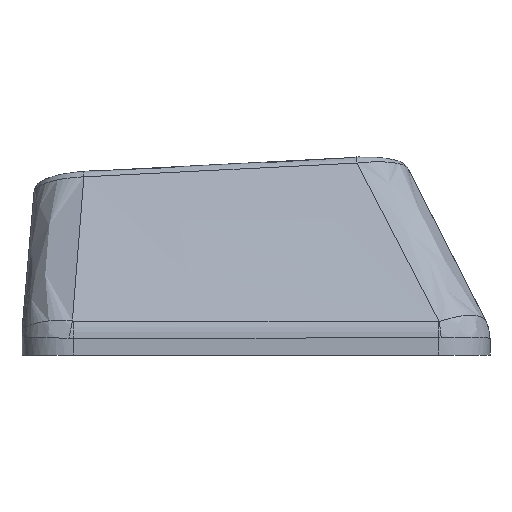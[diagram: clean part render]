
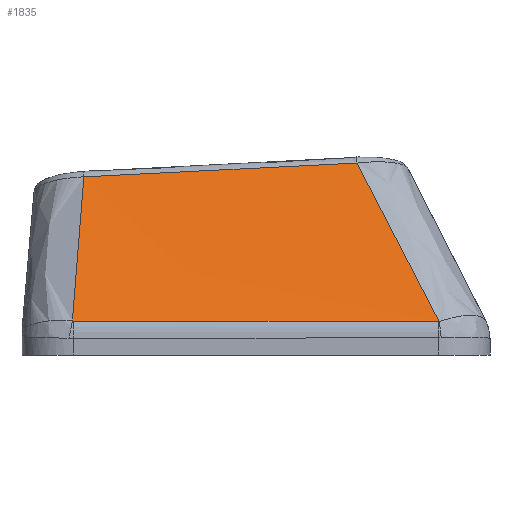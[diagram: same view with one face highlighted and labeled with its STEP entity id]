
A CAD part, left-side view. The second image highlights one B-rep face of the part: STEP entity #1835.
In plain terms, the highlighted free-form (B-spline) face has degree [3, 3] with [4, 4] control points.
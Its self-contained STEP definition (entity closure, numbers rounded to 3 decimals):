
#40=B_SPLINE_SURFACE_WITH_KNOTS('',3,3,((#4367,#4368,#4369,#4370),(#4371,
#4372,#4373,#4374),(#4375,#4376,#4377,#4378),(#4379,#4380,#4381,#4382)),
 .UNSPECIFIED.,.F.,.F.,.F.,(4,4),(4,4),(0.107,0.899),
(0.045,0.956),.UNSPECIFIED.);
#318=FACE_OUTER_BOUND('',#408,.T.);
#408=EDGE_LOOP('',(#1606,#1607,#1608,#1609,#1610,#1611));
#586=B_SPLINE_CURVE_WITH_KNOTS('',3,(#3799,#3800,#3801,#3802),
 .UNSPECIFIED.,.F.,.F.,(4,4),(0.,0.003),
 .UNSPECIFIED.);
#587=B_SPLINE_CURVE_WITH_KNOTS('',3,(#3820,#3821,#3822,#3823),
 .UNSPECIFIED.,.F.,.F.,(4,4),(-1.416,0.),.UNSPECIFIED.);
#590=B_SPLINE_CURVE_WITH_KNOTS('',3,(#3853,#3854,#3855,#3856),
 .UNSPECIFIED.,.F.,.F.,(4,4),(0.,0.004),.UNSPECIFIED.);
#601=B_SPLINE_CURVE_WITH_KNOTS('',3,(#4084,#4085,#4086,#4087),
 .UNSPECIFIED.,.F.,.F.,(4,4),(0.037,0.785),
 .UNSPECIFIED.);
#609=B_SPLINE_CURVE_WITH_KNOTS('',3,(#4307,#4308,#4309,#4310),
 .UNSPECIFIED.,.F.,.F.,(4,4),(0.,1.061),.UNSPECIFIED.);
#612=B_SPLINE_CURVE_WITH_KNOTS('',3,(#4383,#4384,#4385,#4386),
 .UNSPECIFIED.,.F.,.F.,(4,4),(-0.661,-0.033),
 .UNSPECIFIED.);
#809=VERTEX_POINT('',#3761);
#811=VERTEX_POINT('',#3792);
#813=VERTEX_POINT('',#3819);
#815=VERTEX_POINT('',#3846);
#831=VERTEX_POINT('',#4077);
#836=VERTEX_POINT('',#4305);
#1063=EDGE_CURVE('',#809,#811,#586,.T.);
#1064=EDGE_CURVE('',#811,#813,#587,.T.);
#1069=EDGE_CURVE('',#813,#815,#590,.T.);
#1095=EDGE_CURVE('',#831,#809,#601,.T.);
#1110=EDGE_CURVE('',#836,#831,#609,.T.);
#1114=EDGE_CURVE('',#815,#836,#612,.T.);
#1606=ORIENTED_EDGE('',*,*,#1063,.F.);
#1607=ORIENTED_EDGE('',*,*,#1095,.F.);
#1608=ORIENTED_EDGE('',*,*,#1110,.F.);
#1609=ORIENTED_EDGE('',*,*,#1114,.F.);
#1610=ORIENTED_EDGE('',*,*,#1069,.F.);
#1611=ORIENTED_EDGE('',*,*,#1064,.F.);
#1835=ADVANCED_FACE('',(#318),#40,.F.);
#3761=CARTESIAN_POINT('',(-8.943,-7.107,0.299));
#3792=CARTESIAN_POINT('',(-8.944,-7.079,0.298));
#3799=CARTESIAN_POINT('Ctrl Pts',(-8.943,-7.107,0.299));
#3800=CARTESIAN_POINT('Ctrl Pts',(-8.944,-7.098,0.298));
#3801=CARTESIAN_POINT('Ctrl Pts',(-8.944,-7.088,0.298));
#3802=CARTESIAN_POINT('Ctrl Pts',(-8.944,-7.079,0.298));
#3819=CARTESIAN_POINT('',(-8.921,7.082,0.318));
#3820=CARTESIAN_POINT('Ctrl Pts',(-8.944,-7.079,0.298));
#3821=CARTESIAN_POINT('Ctrl Pts',(-8.937,-2.359,0.304));
#3822=CARTESIAN_POINT('Ctrl Pts',(-8.929,2.361,0.311));
#3823=CARTESIAN_POINT('Ctrl Pts',(-8.921,7.082,0.318));
#3846=CARTESIAN_POINT('',(-8.919,7.125,0.322));
#3853=CARTESIAN_POINT('Ctrl Pts',(-8.921,7.082,0.318));
#3854=CARTESIAN_POINT('Ctrl Pts',(-8.921,7.096,0.318));
#3855=CARTESIAN_POINT('Ctrl Pts',(-8.92,7.111,0.319));
#3856=CARTESIAN_POINT('Ctrl Pts',(-8.919,7.125,0.322));
#4077=CARTESIAN_POINT('',(-6.11,-3.922,6.452));
#4084=CARTESIAN_POINT('Ctrl Pts',(-6.11,-3.922,6.452));
#4085=CARTESIAN_POINT('Ctrl Pts',(-7.057,-4.986,4.403));
#4086=CARTESIAN_POINT('Ctrl Pts',(-8.001,-6.047,2.351));
#4087=CARTESIAN_POINT('Ctrl Pts',(-8.943,-7.107,0.299));
#4305=CARTESIAN_POINT('',(-6.116,6.678,5.915));
#4307=CARTESIAN_POINT('Ctrl Pts',(-6.116,6.678,5.915));
#4308=CARTESIAN_POINT('Ctrl Pts',(-6.114,3.145,6.093));
#4309=CARTESIAN_POINT('Ctrl Pts',(-6.112,-0.389,
6.272));
#4310=CARTESIAN_POINT('Ctrl Pts',(-6.11,-3.922,6.452));
#4367=CARTESIAN_POINT('Ctrl Pts',(-6.11,7.033,5.91));
#4368=CARTESIAN_POINT('Ctrl Pts',(-7.054,7.064,4.031));
#4369=CARTESIAN_POINT('Ctrl Pts',(-7.999,7.095,2.151));
#4370=CARTESIAN_POINT('Ctrl Pts',(-8.944,7.126,0.272));
#4371=CARTESIAN_POINT('Ctrl Pts',(-6.11,3.257,6.097));
#4372=CARTESIAN_POINT('Ctrl Pts',(-7.054,2.965,4.158));
#4373=CARTESIAN_POINT('Ctrl Pts',(-7.999,2.673,2.219));
#4374=CARTESIAN_POINT('Ctrl Pts',(-8.944,2.382,0.28));
#4375=CARTESIAN_POINT('Ctrl Pts',(-6.11,-0.519,
6.283));
#4376=CARTESIAN_POINT('Ctrl Pts',(-7.054,-1.133,4.285));
#4377=CARTESIAN_POINT('Ctrl Pts',(-7.999,-1.748,2.287));
#4378=CARTESIAN_POINT('Ctrl Pts',(-8.944,-2.363,0.289));
#4379=CARTESIAN_POINT('Ctrl Pts',(-6.11,-4.295,6.47));
#4380=CARTESIAN_POINT('Ctrl Pts',(-7.054,-5.232,4.413));
#4381=CARTESIAN_POINT('Ctrl Pts',(-7.999,-6.17,2.355));
#4382=CARTESIAN_POINT('Ctrl Pts',(-8.944,-7.107,0.298));
#4383=CARTESIAN_POINT('Ctrl Pts',(-8.919,7.125,0.322));
#4384=CARTESIAN_POINT('Ctrl Pts',(-7.982,6.973,2.185));
#4385=CARTESIAN_POINT('Ctrl Pts',(-7.048,6.824,4.049));
#4386=CARTESIAN_POINT('Ctrl Pts',(-6.116,6.678,5.915));
